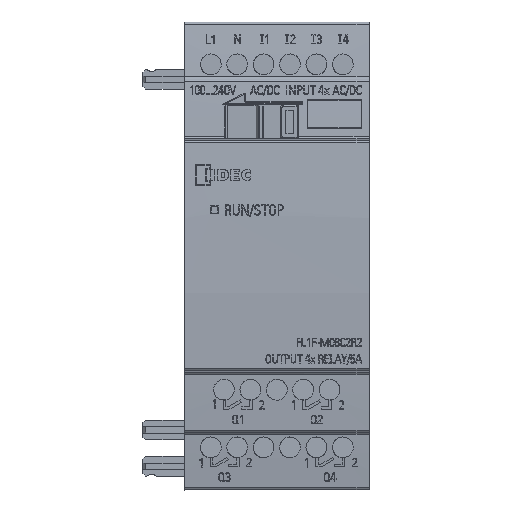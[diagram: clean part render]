
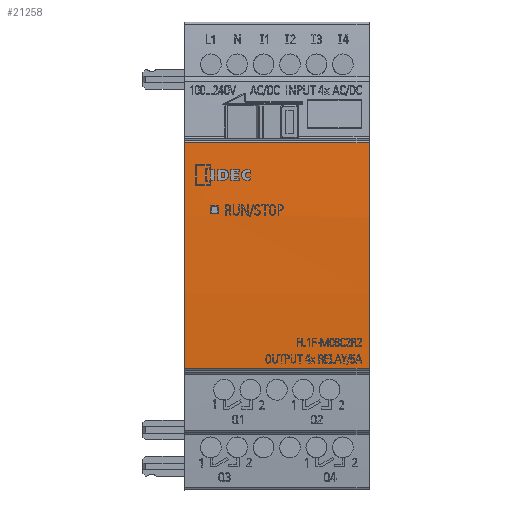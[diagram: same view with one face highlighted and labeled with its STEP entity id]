
A CAD part, top view. The second image highlights one B-rep face of the part: STEP entity #21258.
In plain terms, the highlighted cylindrical face has radius 350.75 mm (diameter 701.5 mm), a partial arc.
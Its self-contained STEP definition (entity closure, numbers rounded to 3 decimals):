
#2504 = EDGE_CURVE ( 'NONE', #51258, #42222, #20154, .T. ) ;
#6408 = EDGE_CURVE ( 'NONE', #42222, #46438, #71318, .T. ) ;
#6760 = VERTEX_POINT ( 'NONE', #37646 ) ;
#7681 = ORIENTED_EDGE ( 'NONE', *, *, #2504, .T. ) ;
#9580 = ORIENTED_EDGE ( 'NONE', *, *, #6408, .T. ) ;
#9868 = VECTOR ( 'NONE', #20957, 1000. ) ;
#10898 = LINE ( 'NONE', #61731, #55010 ) ;
#15357 = CIRCLE ( 'NONE', #29020, 350.75 ) ;
#16040 = CARTESIAN_POINT ( 'NONE',  ( -12.75, 53.03, -8.057 ) ) ;
#18548 = FACE_OUTER_BOUND ( 'NONE', #31371, .T. ) ;
#18632 = ORIENTED_EDGE ( 'NONE', *, *, #24172, .T. ) ;
#20154 = CIRCLE ( 'NONE', #57859, 350.75 ) ;
#20957 = DIRECTION ( 'NONE',  ( -1., 0., 0. ) ) ;
#21258 = ADVANCED_FACE ( 'NONE', ( #18548, #36272 ), #38177, .T. ) ;
#21483 = B_SPLINE_CURVE_WITH_KNOTS ( 'NONE', 3,
 ( #16040, #59376, #51820, #44316 ),
 .UNSPECIFIED., .F., .F.,
 ( 4, 4 ),
 ( 0., 1. ),
 .UNSPECIFIED. ) ;
#23359 = CARTESIAN_POINT ( 'NONE',  ( -17.75, 52.452, -21.679 ) ) ;
#24143 = ORIENTED_EDGE ( 'NONE', *, *, #65207, .T. ) ;
#24172 = EDGE_CURVE ( 'NONE', #38160, #26305, #70108, .T. ) ;
#24341 = DIRECTION ( 'NONE',  ( 0., 0., -1. ) ) ;
#24505 = CARTESIAN_POINT ( 'NONE',  ( -12.75, 52.992, -9.558 ) ) ;
#25074 = VECTOR ( 'NONE', #55078, 1000. ) ;
#26237 = EDGE_CURVE ( 'NONE', #26305, #6760, #27170, .T. ) ;
#26305 = VERTEX_POINT ( 'NONE', #29528 ) ;
#26786 = DIRECTION ( 'NONE',  ( 0., 0., -1. ) ) ;
#27170 = B_SPLINE_CURVE_WITH_KNOTS ( 'NONE', 3,
 ( #72413, #42331, #34821, #27329 ),
 .UNSPECIFIED., .F., .F.,
 ( 4, 4 ),
 ( 0., 1. ),
 .UNSPECIFIED. ) ;
#27329 = CARTESIAN_POINT ( 'NONE',  ( -11.25, 53.03, -8.057 ) ) ;
#28497 = CARTESIAN_POINT ( 'NONE',  ( -17.75, 53.03, -8.057 ) ) ;
#29020 = AXIS2_PLACEMENT_3D ( 'NONE', #39363, #31870, #24341 ) ;
#29528 = CARTESIAN_POINT ( 'NONE',  ( -11.25, 52.992, -9.558 ) ) ;
#29967 = DIRECTION ( 'NONE',  ( 0., 0., -1. ) ) ;
#31371 = EDGE_LOOP ( 'NONE', ( #7681, #9580, #68629, #24143 ) ) ;
#31870 = DIRECTION ( 'NONE',  ( -1., 0., 0. ) ) ;
#34294 = DIRECTION ( 'NONE',  ( 1., 0., 0. ) ) ;
#34821 = CARTESIAN_POINT ( 'NONE',  ( -11.25, 53.018, -8.557 ) ) ;
#35987 = LINE ( 'NONE', #28497, #9868 ) ;
#36272 = FACE_BOUND ( 'NONE', #44505, .T. ) ;
#37454 = DIRECTION ( 'NONE',  ( 1., 0., 0. ) ) ;
#37646 = CARTESIAN_POINT ( 'NONE',  ( -11.25, 53.03, -8.057 ) ) ;
#38160 = VERTEX_POINT ( 'NONE', #24505 ) ;
#38177 = CYLINDRICAL_SURFACE ( 'NONE', #40060, 350.75 ) ;
#39116 = VERTEX_POINT ( 'NONE', #60911 ) ;
#39218 = ORIENTED_EDGE ( 'NONE', *, *, #59303, .T. ) ;
#39363 = CARTESIAN_POINT ( 'NONE',  ( 17.75, -297.628, 0. ) ) ;
#40060 = AXIS2_PLACEMENT_3D ( 'NONE', #43569, #34294, #26786 ) ;
#40223 = EDGE_CURVE ( 'NONE', #6760, #39116, #35987, .T. ) ;
#42222 = VERTEX_POINT ( 'NONE', #55923 ) ;
#42331 = CARTESIAN_POINT ( 'NONE',  ( -11.25, 53.006, -9.058 ) ) ;
#43177 = VERTEX_POINT ( 'NONE', #64305 ) ;
#43569 = CARTESIAN_POINT ( 'NONE',  ( -17.75, -297.628, 0. ) ) ;
#44316 = CARTESIAN_POINT ( 'NONE',  ( -12.75, 52.992, -9.558 ) ) ;
#44505 = EDGE_LOOP ( 'NONE', ( #66416, #64801, #39218, #18632 ) ) ;
#44980 = CARTESIAN_POINT ( 'NONE',  ( -17.75, -297.628, 0. ) ) ;
#46438 = VERTEX_POINT ( 'NONE', #57314 ) ;
#51258 = VERTEX_POINT ( 'NONE', #23359 ) ;
#51820 = CARTESIAN_POINT ( 'NONE',  ( -12.75, 53.006, -9.058 ) ) ;
#54163 = DIRECTION ( 'NONE',  ( -1., 0., 0. ) ) ;
#55010 = VECTOR ( 'NONE', #54163, 1000. ) ;
#55078 = DIRECTION ( 'NONE',  ( 1., 0., 0. ) ) ;
#55923 = CARTESIAN_POINT ( 'NONE',  ( -17.75, 52.452, 21.679 ) ) ;
#56307 = DIRECTION ( 'NONE',  ( 1., 0., 0. ) ) ;
#57314 = CARTESIAN_POINT ( 'NONE',  ( 17.75, 52.452, 21.679 ) ) ;
#57859 = AXIS2_PLACEMENT_3D ( 'NONE', #44980, #37454, #29967 ) ;
#59303 = EDGE_CURVE ( 'NONE', #39116, #38160, #21483, .T. ) ;
#59376 = CARTESIAN_POINT ( 'NONE',  ( -12.75, 53.018, -8.557 ) ) ;
#60911 = CARTESIAN_POINT ( 'NONE',  ( -12.75, 53.03, -8.057 ) ) ;
#61731 = CARTESIAN_POINT ( 'NONE',  ( -17.75, 52.452, -21.679 ) ) ;
#62610 = CARTESIAN_POINT ( 'NONE',  ( -11.25, 52.992, -9.558 ) ) ;
#63828 = CARTESIAN_POINT ( 'NONE',  ( -17.75, 52.452, 21.679 ) ) ;
#64305 = CARTESIAN_POINT ( 'NONE',  ( 17.75, 52.452, -21.679 ) ) ;
#64801 = ORIENTED_EDGE ( 'NONE', *, *, #40223, .T. ) ;
#65207 = EDGE_CURVE ( 'NONE', #43177, #51258, #10898, .T. ) ;
#66313 = EDGE_CURVE ( 'NONE', #46438, #43177, #15357, .T. ) ;
#66416 = ORIENTED_EDGE ( 'NONE', *, *, #26237, .T. ) ;
#68629 = ORIENTED_EDGE ( 'NONE', *, *, #66313, .T. ) ;
#70108 = LINE ( 'NONE', #62610, #25074 ) ;
#71094 = VECTOR ( 'NONE', #56307, 1000. ) ;
#71318 = LINE ( 'NONE', #63828, #71094 ) ;
#72413 = CARTESIAN_POINT ( 'NONE',  ( -11.25, 52.992, -9.558 ) ) ;
